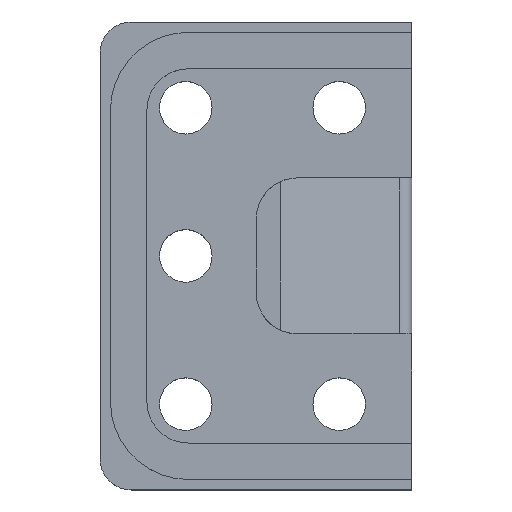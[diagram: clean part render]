
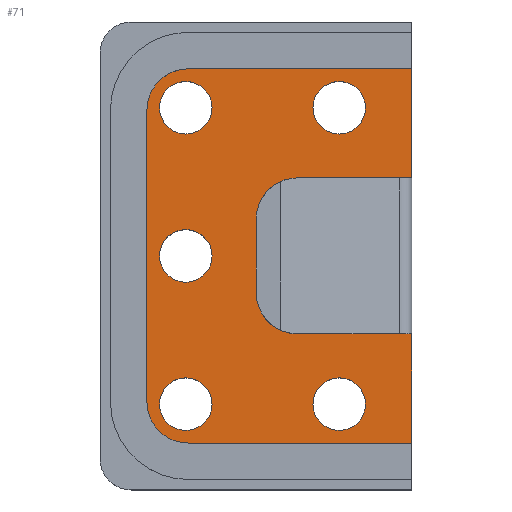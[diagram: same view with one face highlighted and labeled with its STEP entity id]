
A CAD part, top view. The second image highlights one B-rep face of the part: STEP entity #71.
In plain terms, the highlighted planar face has unit normal (0, 0, 1).
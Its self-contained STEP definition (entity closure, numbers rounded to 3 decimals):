
#71 = ADVANCED_FACE( '', ( #163, #164, #165, #166, #167, #168 ), #169, .F. );
#163 = FACE_OUTER_BOUND( '', #284, .T. );
#164 = FACE_BOUND( '', #285, .T. );
#165 = FACE_BOUND( '', #286, .T. );
#166 = FACE_BOUND( '', #287, .T. );
#167 = FACE_BOUND( '', #288, .T. );
#168 = FACE_BOUND( '', #289, .T. );
#169 = PLANE( '', #290 );
#284 = EDGE_LOOP( '', ( #436, #437, #438, #439, #440, #441, #442, #443, #444, #445, #446, #447 ) );
#285 = EDGE_LOOP( '', ( #448 ) );
#286 = EDGE_LOOP( '', ( #449 ) );
#287 = EDGE_LOOP( '', ( #450 ) );
#288 = EDGE_LOOP( '', ( #451 ) );
#289 = EDGE_LOOP( '', ( #452 ) );
#290 = AXIS2_PLACEMENT_3D( '', #453, #454, #455 );
#436 = ORIENTED_EDGE( '', *, *, #721, .T. );
#437 = ORIENTED_EDGE( '', *, *, #689, .T. );
#438 = ORIENTED_EDGE( '', *, *, #722, .T. );
#439 = ORIENTED_EDGE( '', *, *, #723, .T. );
#440 = ORIENTED_EDGE( '', *, *, #724, .T. );
#441 = ORIENTED_EDGE( '', *, *, #725, .F. );
#442 = ORIENTED_EDGE( '', *, *, #726, .F. );
#443 = ORIENTED_EDGE( '', *, *, #727, .T. );
#444 = ORIENTED_EDGE( '', *, *, #728, .T. );
#445 = ORIENTED_EDGE( '', *, *, #729, .T. );
#446 = ORIENTED_EDGE( '', *, *, #730, .T. );
#447 = ORIENTED_EDGE( '', *, *, #731, .F. );
#448 = ORIENTED_EDGE( '', *, *, #732, .T. );
#449 = ORIENTED_EDGE( '', *, *, #733, .T. );
#450 = ORIENTED_EDGE( '', *, *, #695, .T. );
#451 = ORIENTED_EDGE( '', *, *, #698, .T. );
#452 = ORIENTED_EDGE( '', *, *, #734, .T. );
#453 = CARTESIAN_POINT( '', ( -84.136, -15., 21.629 ) );
#454 = DIRECTION( '', ( 0., 0., -1. ) );
#455 = DIRECTION( '', ( 0., -1., 0. ) );
#689 = EDGE_CURVE( '', #814, #815, #816, .T. );
#695 = EDGE_CURVE( '', #825, #825, #826, .T. );
#698 = EDGE_CURVE( '', #830, #830, #831, .T. );
#721 = EDGE_CURVE( '', #870, #814, #871, .T. );
#722 = EDGE_CURVE( '', #815, #872, #873, .T. );
#723 = EDGE_CURVE( '', #872, #874, #875, .T. );
#724 = EDGE_CURVE( '', #874, #876, #877, .T. );
#725 = EDGE_CURVE( '', #878, #876, #879, .T. );
#726 = EDGE_CURVE( '', #880, #878, #881, .T. );
#727 = EDGE_CURVE( '', #880, #882, #883, .T. );
#728 = EDGE_CURVE( '', #882, #884, #885, .T. );
#729 = EDGE_CURVE( '', #884, #886, #887, .T. );
#730 = EDGE_CURVE( '', #886, #888, #889, .T. );
#731 = EDGE_CURVE( '', #870, #888, #890, .T. );
#732 = EDGE_CURVE( '', #891, #891, #892, .T. );
#733 = EDGE_CURVE( '', #893, #893, #894, .T. );
#734 = EDGE_CURVE( '', #895, #895, #896, .T. );
#814 = VERTEX_POINT( '', #999 );
#815 = VERTEX_POINT( '', #1000 );
#816 = CIRCLE( '', #1001, 8. );
#825 = VERTEX_POINT( '', #1012 );
#826 = CIRCLE( '', #1013, 5.053 );
#830 = VERTEX_POINT( '', #1017 );
#831 = CIRCLE( '', #1018, 5.053 );
#870 = VERTEX_POINT( '', #1071 );
#871 = LINE( '', #1072, #1073 );
#872 = VERTEX_POINT( '', #1074 );
#873 = LINE( '', #1075, #1076 );
#874 = VERTEX_POINT( '', #1077 );
#875 = CIRCLE( '', #1078, 8. );
#876 = VERTEX_POINT( '', #1079 );
#877 = LINE( '', #1080, #1081 );
#878 = VERTEX_POINT( '', #1082 );
#879 = LINE( '', #1083, #1084 );
#880 = VERTEX_POINT( '', #1085 );
#881 = LINE( '', #1086, #1087 );
#882 = VERTEX_POINT( '', #1088 );
#883 = CIRCLE( '', #1089, 8. );
#884 = VERTEX_POINT( '', #1090 );
#885 = LINE( '', #1091, #1092 );
#886 = VERTEX_POINT( '', #1093 );
#887 = CIRCLE( '', #1094, 8. );
#888 = VERTEX_POINT( '', #1095 );
#889 = LINE( '', #1096, #1097 );
#890 = LINE( '', #1098, #1099 );
#891 = VERTEX_POINT( '', #1100 );
#892 = CIRCLE( '', #1101, 5.053 );
#893 = VERTEX_POINT( '', #1102 );
#894 = CIRCLE( '', #1103, 5.053 );
#895 = VERTEX_POINT( '', #1104 );
#896 = CIRCLE( '', #1105, 5.053 );
#999 = CARTESIAN_POINT( '', ( -97.136, 21., 21.629 ) );
#1000 = CARTESIAN_POINT( '', ( -105.136, 13., 21.629 ) );
#1001 = AXIS2_PLACEMENT_3D( '', #1236, #1237, #1238 );
#1012 = CARTESIAN_POINT( '', ( -92.583, 13.5, 21.629 ) );
#1013 = AXIS2_PLACEMENT_3D( '', #1247, #1248, #1249 );
#1017 = CARTESIAN_POINT( '', ( -92.583, -15., 21.629 ) );
#1018 = AXIS2_PLACEMENT_3D( '', #1253, #1254, #1255 );
#1071 = CARTESIAN_POINT( '', ( -54.136, 21., 21.629 ) );
#1072 = CARTESIAN_POINT( '', ( -90.636, 21., 21.629 ) );
#1073 = VECTOR( '', #1282, 1000. );
#1074 = CARTESIAN_POINT( '', ( -105.136, -43., 21.629 ) );
#1075 = CARTESIAN_POINT( '', ( -105.136, -29., 21.629 ) );
#1076 = VECTOR( '', #1283, 1000. );
#1077 = CARTESIAN_POINT( '', ( -97.136, -51., 21.629 ) );
#1078 = AXIS2_PLACEMENT_3D( '', #1284, #1285, #1286 );
#1079 = CARTESIAN_POINT( '', ( -54.136, -51., 21.629 ) );
#1080 = CARTESIAN_POINT( '', ( -69.136, -51., 21.629 ) );
#1081 = VECTOR( '', #1287, 1000. );
#1082 = CARTESIAN_POINT( '', ( -54.136, -30., 21.629 ) );
#1083 = CARTESIAN_POINT( '', ( -54.136, 30., 21.629 ) );
#1084 = VECTOR( '', #1288, 1000. );
#1085 = CARTESIAN_POINT( '', ( -76.125, -30., 21.629 ) );
#1086 = CARTESIAN_POINT( '', ( -76.125, -30., 21.629 ) );
#1087 = VECTOR( '', #1289, 1000. );
#1088 = CARTESIAN_POINT( '', ( -84.125, -22., 21.629 ) );
#1089 = AXIS2_PLACEMENT_3D( '', #1290, #1291, #1292 );
#1090 = CARTESIAN_POINT( '', ( -84.125, -8., 21.629 ) );
#1091 = CARTESIAN_POINT( '', ( -84.125, -22., 21.629 ) );
#1092 = VECTOR( '', #1293, 1000. );
#1093 = CARTESIAN_POINT( '', ( -76.125, 0., 21.629 ) );
#1094 = AXIS2_PLACEMENT_3D( '', #1294, #1295, #1296 );
#1095 = CARTESIAN_POINT( '', ( -54.136, 0., 21.629 ) );
#1096 = CARTESIAN_POINT( '', ( -76.125, 0., 21.629 ) );
#1097 = VECTOR( '', #1297, 1000. );
#1098 = CARTESIAN_POINT( '', ( -54.136, 30., 21.629 ) );
#1099 = VECTOR( '', #1298, 1000. );
#1100 = CARTESIAN_POINT( '', ( -63.083, 13.5, 21.629 ) );
#1101 = AXIS2_PLACEMENT_3D( '', #1299, #1300, #1301 );
#1102 = CARTESIAN_POINT( '', ( -92.583, -43.5, 21.629 ) );
#1103 = AXIS2_PLACEMENT_3D( '', #1302, #1303, #1304 );
#1104 = CARTESIAN_POINT( '', ( -63.083, -43.5, 21.629 ) );
#1105 = AXIS2_PLACEMENT_3D( '', #1305, #1306, #1307 );
#1236 = CARTESIAN_POINT( '', ( -97.136, 13., 21.629 ) );
#1237 = DIRECTION( '', ( 0., 0., 1. ) );
#1238 = DIRECTION( '', ( 0., -1., 0. ) );
#1247 = CARTESIAN_POINT( '', ( -97.636, 13.5, 21.629 ) );
#1248 = DIRECTION( '', ( 0., 0., -1. ) );
#1249 = DIRECTION( '', ( 1., 0., 0. ) );
#1253 = CARTESIAN_POINT( '', ( -97.636, -15., 21.629 ) );
#1254 = DIRECTION( '', ( 0., 0., -1. ) );
#1255 = DIRECTION( '', ( 1., 0., 0. ) );
#1282 = DIRECTION( '', ( -1., 0., 0. ) );
#1283 = DIRECTION( '', ( 0., -1., 0. ) );
#1284 = CARTESIAN_POINT( '', ( -97.136, -43., 21.629 ) );
#1285 = DIRECTION( '', ( 0., 0., 1. ) );
#1286 = DIRECTION( '', ( 1., 0., 0. ) );
#1287 = DIRECTION( '', ( 1., 0., 0. ) );
#1288 = DIRECTION( '', ( 0., -1., 0. ) );
#1289 = DIRECTION( '', ( 1., 0., 0. ) );
#1290 = CARTESIAN_POINT( '', ( -76.125, -22., 21.629 ) );
#1291 = DIRECTION( '', ( 0., 0., -1. ) );
#1292 = DIRECTION( '', ( 1., 0., 0. ) );
#1293 = DIRECTION( '', ( 0., 1., 0. ) );
#1294 = CARTESIAN_POINT( '', ( -76.125, -8., 21.629 ) );
#1295 = DIRECTION( '', ( 0., 0., -1. ) );
#1296 = DIRECTION( '', ( 1., 0., 0. ) );
#1297 = DIRECTION( '', ( 1., 0., 0. ) );
#1298 = DIRECTION( '', ( 0., -1., 0. ) );
#1299 = CARTESIAN_POINT( '', ( -68.136, 13.5, 21.629 ) );
#1300 = DIRECTION( '', ( 0., 0., -1. ) );
#1301 = DIRECTION( '', ( 1., 0., 0. ) );
#1302 = CARTESIAN_POINT( '', ( -97.636, -43.5, 21.629 ) );
#1303 = DIRECTION( '', ( 0., 0., -1. ) );
#1304 = DIRECTION( '', ( 1., 0., 0. ) );
#1305 = CARTESIAN_POINT( '', ( -68.136, -43.5, 21.629 ) );
#1306 = DIRECTION( '', ( 0., 0., -1. ) );
#1307 = DIRECTION( '', ( 1., 0., 0. ) );
